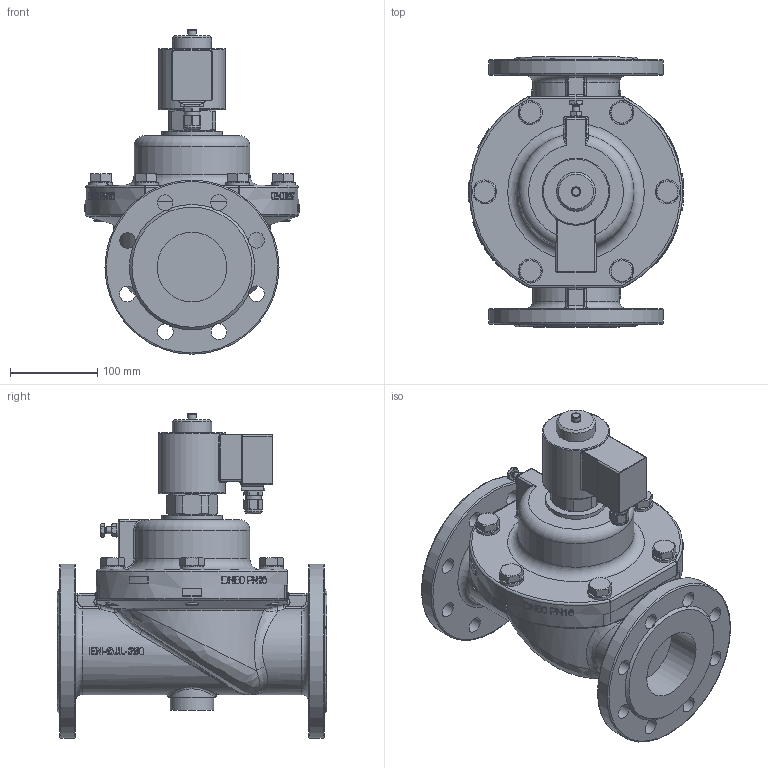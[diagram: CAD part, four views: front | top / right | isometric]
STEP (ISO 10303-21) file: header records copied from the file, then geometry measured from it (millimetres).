
FILE_DESCRIPTION(/* description */ ('3D-Model'),/* implementation_level */ '2;1');
FILE_NAME(/* name */ '024.002339_D2408-0401-.242.stp',/* time_stamp */ '2019-06-13T08:53:59+02:00',/* author */ ('EFast'),/* organization */ (''),/* preprocessor_version */ 'ST-DEVELOPER v16.1',/* originating_system */ 'Autodesk Inventor 2016',/* authorisation */ '');
FILE_SCHEMA (('AUTOMOTIVE_DESIGN { 1 0 10303 214 3 1 1 }'));
Products named in the file (1): 88-004151
Bounding box: 248 x 310 x 372.7 mm (x, y, z)
Volume: 6966635.1 mm3; surface area: 417828.3 mm2
Topology: 1 solids, 1 shells, 1167 faces, 2965 edges, 1886 vertices
Faces by surface type: plane 463, bspline 330, cylinder 240, cone 84, torus 38, sphere 12
Full cylindrical faces by diameter (mm): 6.4 x1, 8 x1, 10 x1, 11 x1, 14.917 x6, 16 x1, 18 x17, 20 x1, 22 x6, 45 x1, 50 x1, 70 x1, 77 x1, 80 x2, 200 x2
Entity records: 72287 total; most frequent: CARTESIAN_POINT 46914, ORIENTED_EDGE 5748, DIRECTION 4326, EDGE_CURVE 2874, VERTEX_POINT 1868, AXIS2_PLACEMENT_3D 1601, EDGE_LOOP 1370, FACE_OUTER_BOUND 1167
